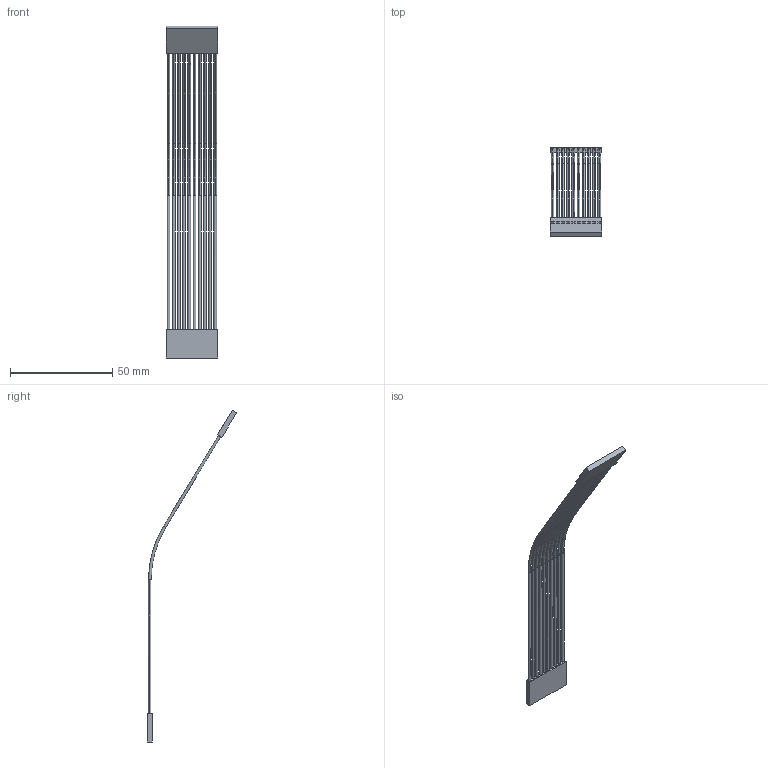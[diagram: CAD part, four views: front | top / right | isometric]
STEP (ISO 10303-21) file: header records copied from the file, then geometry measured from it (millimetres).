
FILE_DESCRIPTION (( 'STEP AP214' ), '1' );
FILE_NAME ('INGUN_115172.STEP', '2023-09-13T06:23:53', ( '' ), ( '' ), 'SwSTEP 2.0', 'SolidWorks 2021', '' );
FILE_SCHEMA (( 'AUTOMOTIVE_DESIGN' ));
Length unit declared in the file: millimetre
Products named in the file (1): INGUN_115172
Bounding box: 25.3 x 43.7 x 162.03 mm (x, y, z)
Volume: 3471.8 mm3; surface area: 8416.6 mm2
Topology: 1 solids, 1 shells, 242 faces, 824 edges, 516 vertices
Faces by surface type: plane 182, cylinder 40, torus 20
Entity records: 9738 total; most frequent: ORIENTED_EDGE 1648, CARTESIAN_POINT 1583, DIRECTION 1510, EDGE_CURVE 824, VECTOR 624, LINE 624, VERTEX_POINT 516, AXIS2_PLACEMENT_3D 443
